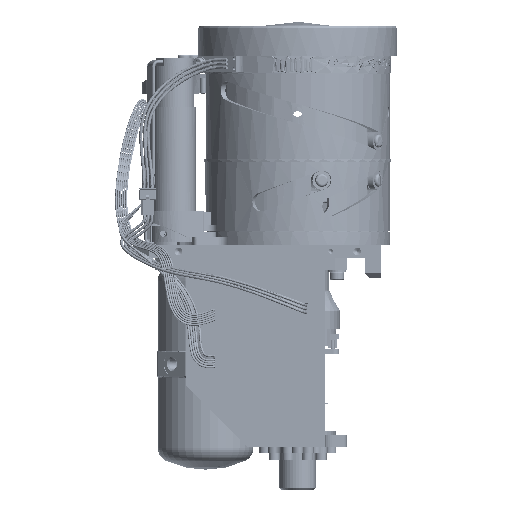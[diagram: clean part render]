
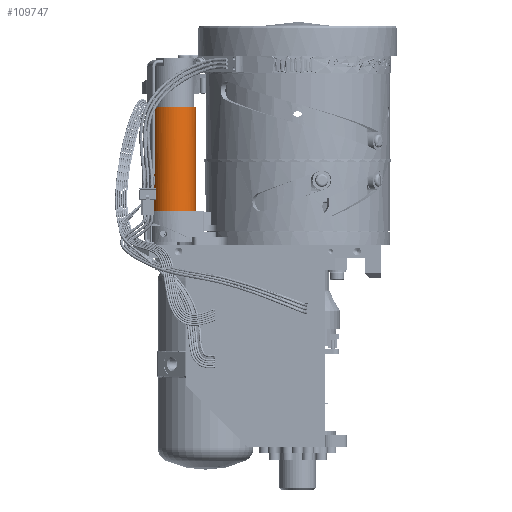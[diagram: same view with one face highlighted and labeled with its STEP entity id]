
A CAD part, left-side view. The second image highlights one B-rep face of the part: STEP entity #109747.
In plain terms, the highlighted cylindrical face has radius 7 mm (diameter 14 mm), a partial arc.
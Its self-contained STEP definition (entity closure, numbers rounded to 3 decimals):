
#4434 = CARTESIAN_POINT ( 'NONE',  ( -15.056, 46.113, 34.83 ) ) ;
#5302 = CARTESIAN_POINT ( 'NONE',  ( -10.963, 32.725, 34.83 ) ) ;
#8165 = CARTESIAN_POINT ( 'NONE',  ( -16.229, 33.936, 68.13 ) ) ;
#9068 = VERTEX_POINT ( 'NONE', #153391 ) ;
#9910 = CARTESIAN_POINT ( 'NONE',  ( -15.879, 45.671, 68.13 ) ) ;
#11534 = FACE_OUTER_BOUND ( 'NONE', #163144, .T. ) ;
#16976 = CARTESIAN_POINT ( 'NONE',  ( -19.095, 38.516, 34.83 ) ) ;
#19087 = B_SPLINE_CURVE_WITH_KNOTS ( 'NONE', 3,
 ( #139081, #4434, #112272, #123940, #113157, #140803, #127433, #100643, #16976, #42828, #125673, #110560, #28597, #98916, #29472, #137311, #5302, #71291 ),
 .UNSPECIFIED., .F., .F.,
 ( 4, 2, 2, 2, 2, 2, 2, 2, 4 ),
 ( 0., 0.062, 0.125, 0.187, 0.25, 0.312, 0.375, 0.437, 0.5 ),
 .UNSPECIFIED. ) ;
#23371 = CARTESIAN_POINT ( 'NONE',  ( -10.087, 32.993, 30.429 ) ) ;
#24765 = B_SPLINE_CURVE_WITH_KNOTS ( 'NONE', 3,
 ( #58174, #49131, #133824, #65156, #62511, #8165, #34918, #48280, #144532, #91872, #92791, #77610, #159633, #119530, #132014, #9910, #63367, #37542 ),
 .UNSPECIFIED., .F., .F.,
 ( 4, 2, 2, 2, 2, 2, 2, 2, 4 ),
 ( 0.5, 0.563, 0.625, 0.688, 0.75, 0.813, 0.875, 0.938, 1. ),
 .UNSPECIFIED. ) ;
#28597 = CARTESIAN_POINT ( 'NONE',  ( -16.229, 33.936, 34.83 ) ) ;
#29472 = CARTESIAN_POINT ( 'NONE',  ( -13.716, 32.807, 34.83 ) ) ;
#34918 = CARTESIAN_POINT ( 'NONE',  ( -16.952, 34.527, 68.13 ) ) ;
#37376 = DIRECTION ( 'NONE',  ( 0., 0., -1. ) ) ;
#37542 = CARTESIAN_POINT ( 'NONE',  ( -14.18, 46.381, 68.13 ) ) ;
#38159 = CARTESIAN_POINT ( 'NONE',  ( -10.087, 32.993, 34.83 ) ) ;
#42828 = CARTESIAN_POINT ( 'NONE',  ( -18.56, 36.764, 34.83 ) ) ;
#48280 = CARTESIAN_POINT ( 'NONE',  ( -18.118, 35.941, 68.13 ) ) ;
#49131 = CARTESIAN_POINT ( 'NONE',  ( -10.963, 32.725, 68.13 ) ) ;
#50754 = CARTESIAN_POINT ( 'NONE',  ( -12.133, 39.687, 30.429 ) ) ;
#50984 = LINE ( 'NONE', #23371, #145884 ) ;
#58174 = CARTESIAN_POINT ( 'NONE',  ( -10.087, 32.993, 68.13 ) ) ;
#62511 = CARTESIAN_POINT ( 'NONE',  ( -14.611, 33.076, 68.13 ) ) ;
#63367 = CARTESIAN_POINT ( 'NONE',  ( -15.056, 46.113, 68.13 ) ) ;
#64695 = EDGE_CURVE ( 'NONE', #9068, #100743, #24765, .T. ) ;
#65156 = CARTESIAN_POINT ( 'NONE',  ( -13.716, 32.807, 68.13 ) ) ;
#68783 = CARTESIAN_POINT ( 'NONE',  ( -14.18, 46.381, 30.429 ) ) ;
#71291 = CARTESIAN_POINT ( 'NONE',  ( -10.087, 32.993, 34.83 ) ) ;
#77610 = CARTESIAN_POINT ( 'NONE',  ( -19.013, 41.27, 68.13 ) ) ;
#80066 = ORIENTED_EDGE ( 'NONE', *, *, #143539, .T. ) ;
#80129 = DIRECTION ( 'NONE',  ( -0.292, 0.956, 0. ) ) ;
#83293 = ORIENTED_EDGE ( 'NONE', *, *, #134406, .T. ) ;
#83647 = VERTEX_POINT ( 'NONE', #38159 ) ;
#91872 = CARTESIAN_POINT ( 'NONE',  ( -19.095, 38.516, 68.13 ) ) ;
#92791 = CARTESIAN_POINT ( 'NONE',  ( -19.189, 39.445, 68.13 ) ) ;
#98916 = CARTESIAN_POINT ( 'NONE',  ( -14.611, 33.076, 34.83 ) ) ;
#100643 = CARTESIAN_POINT ( 'NONE',  ( -19.189, 39.445, 34.83 ) ) ;
#100743 = VERTEX_POINT ( 'NONE', #118048 ) ;
#105328 = DIRECTION ( 'NONE',  ( 0., 0., -1. ) ) ;
#108653 = CYLINDRICAL_SURFACE ( 'NONE', #159902, 7. ) ;
#108923 = LINE ( 'NONE', #68783, #154495 ) ;
#109747 = ADVANCED_FACE ( 'NONE', ( #11534 ), #108653, .T. ) ;
#110560 = CARTESIAN_POINT ( 'NONE',  ( -16.952, 34.527, 34.83 ) ) ;
#112272 = CARTESIAN_POINT ( 'NONE',  ( -15.879, 45.671, 34.83 ) ) ;
#113157 = CARTESIAN_POINT ( 'NONE',  ( -17.884, 43.782, 34.83 ) ) ;
#113294 = EDGE_CURVE ( 'NONE', #9068, #83647, #50984, .T. ) ;
#118048 = CARTESIAN_POINT ( 'NONE',  ( -14.18, 46.381, 68.13 ) ) ;
#119530 = CARTESIAN_POINT ( 'NONE',  ( -17.884, 43.782, 68.13 ) ) ;
#123183 = DIRECTION ( 'NONE',  ( 0., 0., -1. ) ) ;
#123940 = CARTESIAN_POINT ( 'NONE',  ( -17.293, 44.505, 34.83 ) ) ;
#125673 = CARTESIAN_POINT ( 'NONE',  ( -18.118, 35.941, 34.83 ) ) ;
#127433 = CARTESIAN_POINT ( 'NONE',  ( -19.013, 41.27, 34.83 ) ) ;
#132014 = CARTESIAN_POINT ( 'NONE',  ( -17.293, 44.505, 68.13 ) ) ;
#133824 = CARTESIAN_POINT ( 'NONE',  ( -11.892, 32.631, 68.13 ) ) ;
#134406 = EDGE_CURVE ( 'NONE', #163208, #83647, #19087, .T. ) ;
#137311 = CARTESIAN_POINT ( 'NONE',  ( -11.892, 32.631, 34.83 ) ) ;
#139081 = CARTESIAN_POINT ( 'NONE',  ( -14.18, 46.381, 34.83 ) ) ;
#140803 = CARTESIAN_POINT ( 'NONE',  ( -18.744, 42.164, 34.83 ) ) ;
#143539 = EDGE_CURVE ( 'NONE', #100743, #163208, #108923, .T. ) ;
#144532 = CARTESIAN_POINT ( 'NONE',  ( -18.56, 36.764, 68.13 ) ) ;
#145884 = VECTOR ( 'NONE', #105328, 1000. ) ;
#149702 = ORIENTED_EDGE ( 'NONE', *, *, #113294, .F. ) ;
#153391 = CARTESIAN_POINT ( 'NONE',  ( -10.087, 32.993, 68.13 ) ) ;
#154495 = VECTOR ( 'NONE', #123183, 1000. ) ;
#154804 = ORIENTED_EDGE ( 'NONE', *, *, #64695, .T. ) ;
#159633 = CARTESIAN_POINT ( 'NONE',  ( -18.744, 42.164, 68.13 ) ) ;
#159902 = AXIS2_PLACEMENT_3D ( 'NONE', #50754, #37376, #80129 ) ;
#163144 = EDGE_LOOP ( 'NONE', ( #149702, #154804, #80066, #83293 ) ) ;
#163208 = VERTEX_POINT ( 'NONE', #175756 ) ;
#175756 = CARTESIAN_POINT ( 'NONE',  ( -14.18, 46.381, 34.83 ) ) ;
